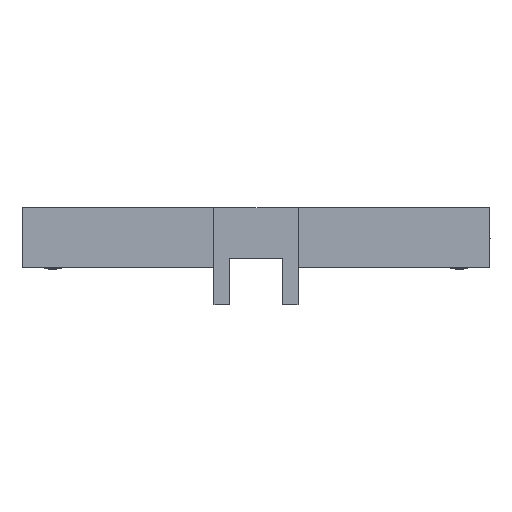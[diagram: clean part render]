
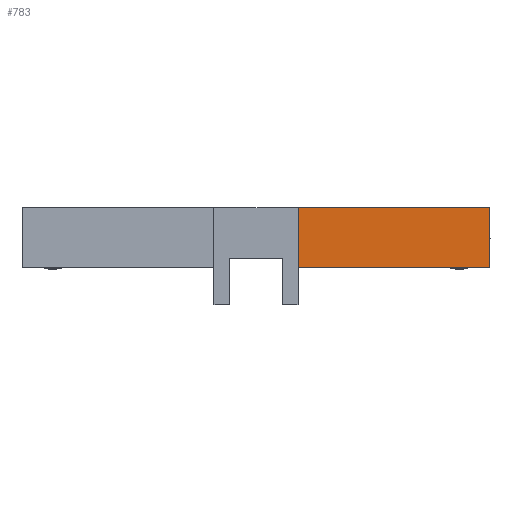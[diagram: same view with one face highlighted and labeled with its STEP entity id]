
A CAD part, top view. The second image highlights one B-rep face of the part: STEP entity #783.
In plain terms, the highlighted planar face has unit normal (0, 0, 1).
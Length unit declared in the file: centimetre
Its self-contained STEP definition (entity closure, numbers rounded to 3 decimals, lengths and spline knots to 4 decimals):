
#85 = CARTESIAN_POINT ( 'NONE',  ( 0.91, 2., 0.535 ) ) ;
#548 = EDGE_LOOP ( 'NONE', ( #1747, #18427, #8417, #11409 ) ) ;
#721 = DIRECTION ( 'NONE',  ( 0., 0., -1. ) ) ;
#724 = CARTESIAN_POINT ( 'NONE',  ( 5.05, 0.7, 0.535 ) ) ;
#783 = ADVANCED_FACE ( 'NONE', ( #2191 ), #6315, .F. ) ;
#992 = EDGE_CURVE ( 'NONE', #2206, #3518, #15878, .T. ) ;
#1307 = CARTESIAN_POINT ( 'NONE',  ( 0.91, 2., 0.535 ) ) ;
#1747 = ORIENTED_EDGE ( 'NONE', *, *, #2292, .T. ) ;
#2191 = FACE_OUTER_BOUND ( 'NONE', #548, .T. ) ;
#2206 = VERTEX_POINT ( 'NONE', #12412 ) ;
#2292 = EDGE_CURVE ( 'NONE', #5046, #12331, #9287, .T. ) ;
#2664 = DIRECTION ( 'NONE',  ( 0., -1., 0. ) ) ;
#3286 = DIRECTION ( 'NONE',  ( -1., 0., 0. ) ) ;
#3419 = VECTOR ( 'NONE', #2664, 100. ) ;
#3518 = VERTEX_POINT ( 'NONE', #10788 ) ;
#3898 = CARTESIAN_POINT ( 'NONE',  ( 0.91, 0.7, 0.535 ) ) ;
#4038 = DIRECTION ( 'NONE',  ( -1., 0., 0. ) ) ;
#5046 = VERTEX_POINT ( 'NONE', #1307 ) ;
#6315 = PLANE ( 'NONE',  #14362 ) ;
#6980 = CARTESIAN_POINT ( 'NONE',  ( 5.05, 2., 0.535 ) ) ;
#8077 = VECTOR ( 'NONE', #4038, 100. ) ;
#8417 = ORIENTED_EDGE ( 'NONE', *, *, #992, .F. ) ;
#9287 = LINE ( 'NONE', #85, #9982 ) ;
#9982 = VECTOR ( 'NONE', #18281, 100. ) ;
#10788 = CARTESIAN_POINT ( 'NONE',  ( 5.05, 0.7, 0.535 ) ) ;
#11409 = ORIENTED_EDGE ( 'NONE', *, *, #18955, .T. ) ;
#11687 = CARTESIAN_POINT ( 'NONE',  ( 5.05, 2., 0.535 ) ) ;
#12331 = VERTEX_POINT ( 'NONE', #3898 ) ;
#12412 = CARTESIAN_POINT ( 'NONE',  ( 5.05, 2., 0.535 ) ) ;
#13051 = LINE ( 'NONE', #6980, #8077 ) ;
#13863 = DIRECTION ( 'NONE',  ( 0., 1., 0. ) ) ;
#14362 = AXIS2_PLACEMENT_3D ( 'NONE', #15594, #721, #13863 ) ;
#14634 = VECTOR ( 'NONE', #3286, 100. ) ;
#15594 = CARTESIAN_POINT ( 'NONE',  ( 5.05, 2., 0.535 ) ) ;
#15878 = LINE ( 'NONE', #11687, #3419 ) ;
#18281 = DIRECTION ( 'NONE',  ( 0., -1., 0. ) ) ;
#18348 = LINE ( 'NONE', #724, #14634 ) ;
#18427 = ORIENTED_EDGE ( 'NONE', *, *, #18712, .F. ) ;
#18712 = EDGE_CURVE ( 'NONE', #3518, #12331, #18348, .T. ) ;
#18955 = EDGE_CURVE ( 'NONE', #2206, #5046, #13051, .T. ) ;
